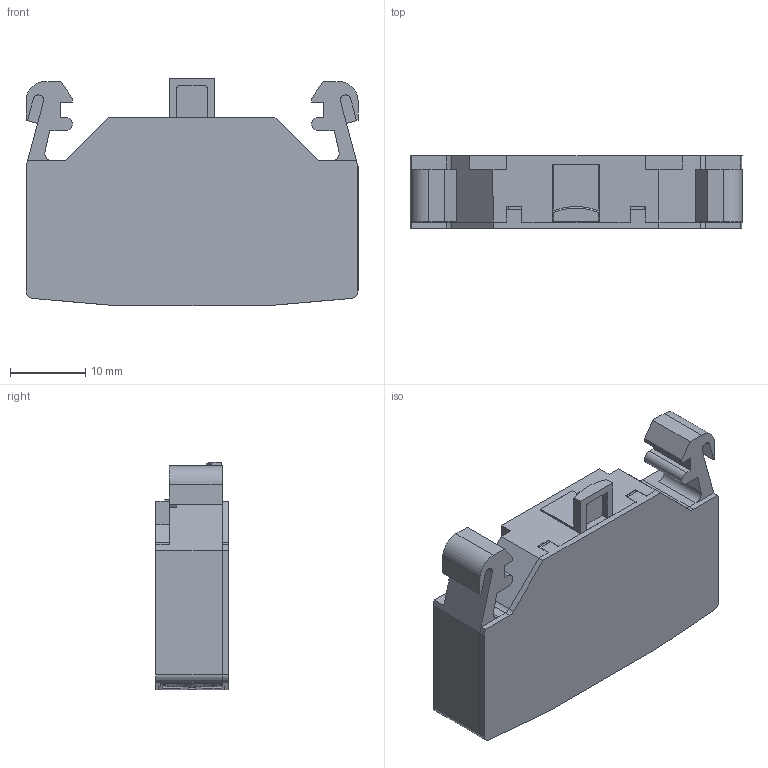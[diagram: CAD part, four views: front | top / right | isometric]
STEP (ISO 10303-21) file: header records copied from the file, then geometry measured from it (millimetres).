
FILE_DESCRIPTION(/* description */ (''),/* implementation_level */ '2;1');
FILE_NAME(/* name */ 'DSTI_ipt.stp',/* time_stamp */ '2017-03-31T09:57:08+02:00',/* author */ ('ahoffmann'),/* organization */ (''),/* preprocessor_version */ 'ST-DEVELOPER v16.1',/* originating_system */ 'Autodesk Inventor 2016',/* authorisation */ '');
FILE_SCHEMA (('AUTOMOTIVE_DESIGN { 1 0 10303 214 3 1 1 }'));
Length unit declared in the file: centimetre
Products named in the file (1): DSTI vereinfacht
Bounding box: 44 x 9.6 x 30.15 mm (x, y, z)
Volume: 9740.7 mm3; surface area: 4957.9 mm2
Topology: 1 solids, 11 shells, 394 faces, 1044 edges, 680 vertices
Faces by surface type: plane 333, cylinder 51, cone 9, torus 1
Entity records: 12013 total; most frequent: CARTESIAN_POINT 2143, ORIENTED_EDGE 2090, DIRECTION 1939, EDGE_CURVE 1044, LINE 927, VECTOR 927, VERTEX_POINT 680, AXIS2_PLACEMENT_3D 506
